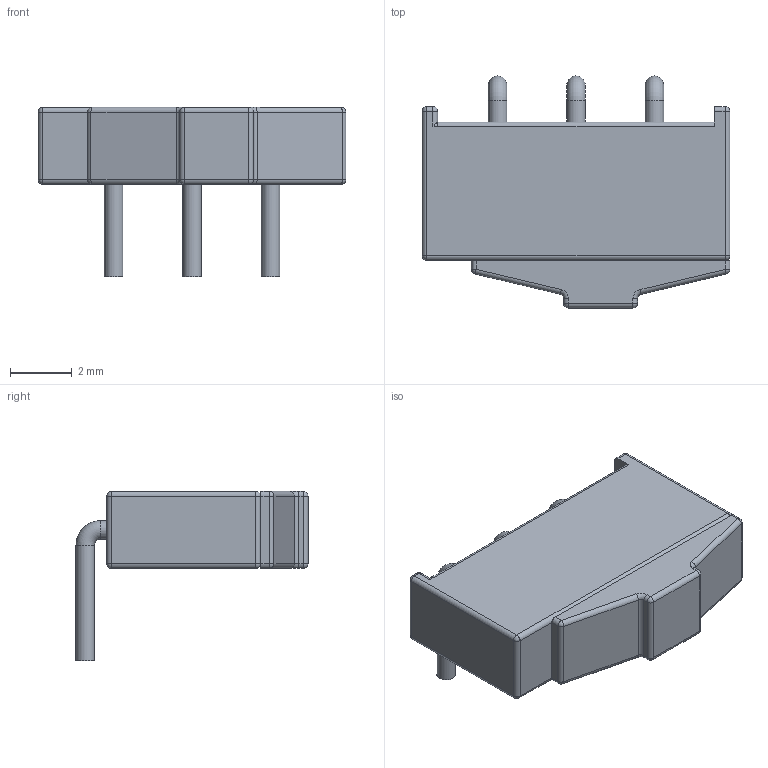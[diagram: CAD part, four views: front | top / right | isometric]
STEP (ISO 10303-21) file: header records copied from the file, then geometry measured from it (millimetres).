
FILE_DESCRIPTION(('FreeCAD Model'),'2;1');
FILE_NAME('slid-sw-spdt-right-angle.step','2016-06-23T16:45:26',('Author'),(''), 'Open CASCADE STEP processor 6.8','FreeCAD','Unknown');
FILE_SCHEMA(('AUTOMOTIVE_DESIGN_CC2 { 1 2 10303 214 -1 1 5 4 }'));
Length unit declared in the file: inch
Products named in the file (4): ASSEMBLY; body; pins; head
Assembly tree (3 placements, depth 2):
  ASSEMBLY
    body
    pins
    head
Bounding box: 10 x 7.54 x 5.5 mm (x, y, z)
Volume: 138.3 mm3; surface area: 256 mm2
Topology: 5 solids, 5 shells, 104 faces, 223 edges, 114 vertices
Faces by surface type: cylinder 50, plane 29, sphere 18, torus 7
Full cylindrical faces by diameter (mm): 0.1 x3, 0.6 x6
Entity records: 5373 total; most frequent: CARTESIAN_POINT 1072, DIRECTION 807, ORIENTED_EDGE 410, PCURVE 410, DEFINITIONAL_REPRESENTATION 410, LINE 377, VECTOR 377, AXIS2_PLACEMENT_3D 211
